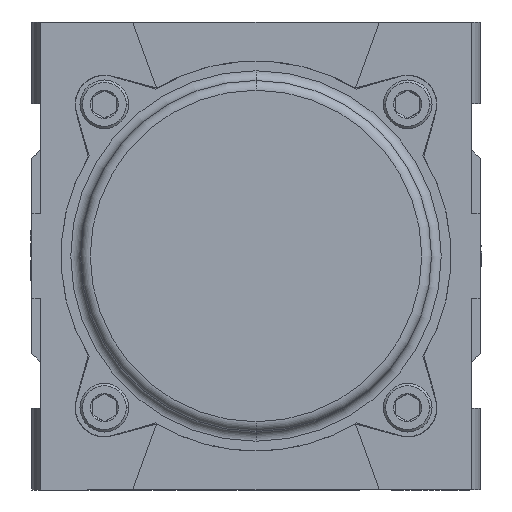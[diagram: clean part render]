
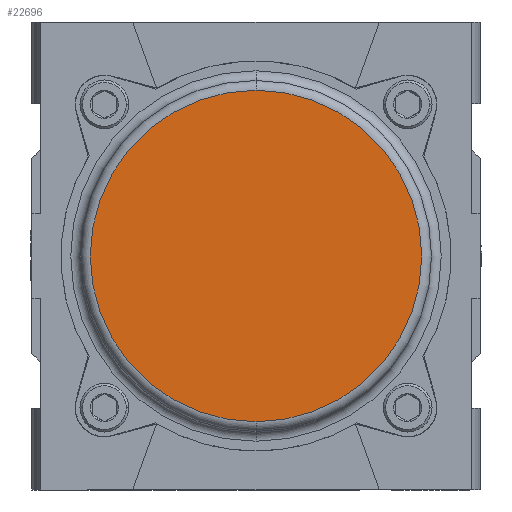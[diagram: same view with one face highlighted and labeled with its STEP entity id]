
A CAD part, front view. The second image highlights one B-rep face of the part: STEP entity #22696.
In plain terms, the highlighted planar face has unit normal (0, -1, 0).
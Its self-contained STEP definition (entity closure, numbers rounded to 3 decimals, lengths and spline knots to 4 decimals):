
#4751 = AXIS2_PLACEMENT_3D ( 'NONE', #25886, #63336, #31217 ) ;
#13043 = CARTESIAN_POINT ( 'NONE',  ( 0.5106, -1.5452, -0.4415 ) ) ;
#15840 = EDGE_CURVE ( 'NONE', #17503, #39967, #64309, .T. ) ;
#17503 = VERTEX_POINT ( 'NONE', #19099 ) ;
#17626 = CARTESIAN_POINT ( 'NONE',  ( 0.5106, -1.5452, 0.621 ) ) ;
#18445 = PLANE ( 'NONE',  #64893 ) ;
#19099 = CARTESIAN_POINT ( 'NONE',  ( 0.5106, -1.5452, -1.504 ) ) ;
#19347 = ORIENTED_EDGE ( 'NONE', *, *, #48373, .T. ) ;
#20017 = CIRCLE ( 'NONE', #50674, 1.0625 ) ;
#22696 = ADVANCED_FACE ( 'NONE', ( #33582 ), #18445, .T. ) ;
#22790 = CARTESIAN_POINT ( 'NONE',  ( 0.5106, -1.5452, -0.4415 ) ) ;
#23857 = DIRECTION ( 'NONE',  ( 0., -1., 0. ) ) ;
#25886 = CARTESIAN_POINT ( 'NONE',  ( 0.5106, -1.5452, -0.4415 ) ) ;
#28138 = DIRECTION ( 'NONE',  ( 0., 0., -1. ) ) ;
#29959 = EDGE_LOOP ( 'NONE', ( #42572, #19347 ) ) ;
#31217 = DIRECTION ( 'NONE',  ( 0., 0., -1. ) ) ;
#33582 = FACE_OUTER_BOUND ( 'NONE', #29959, .T. ) ;
#39967 = VERTEX_POINT ( 'NONE', #17626 ) ;
#42572 = ORIENTED_EDGE ( 'NONE', *, *, #15840, .T. ) ;
#48373 = EDGE_CURVE ( 'NONE', #39967, #17503, #20017, .T. ) ;
#50674 = AXIS2_PLACEMENT_3D ( 'NONE', #22790, #60242, #28138 ) ;
#60242 = DIRECTION ( 'NONE',  ( 0., -1., 0. ) ) ;
#61351 = DIRECTION ( 'NONE',  ( 0., 0., -1. ) ) ;
#63336 = DIRECTION ( 'NONE',  ( 0., -1., 0. ) ) ;
#64309 = CIRCLE ( 'NONE', #4751, 1.0625 ) ;
#64893 = AXIS2_PLACEMENT_3D ( 'NONE', #13043, #23857, #61351 ) ;
